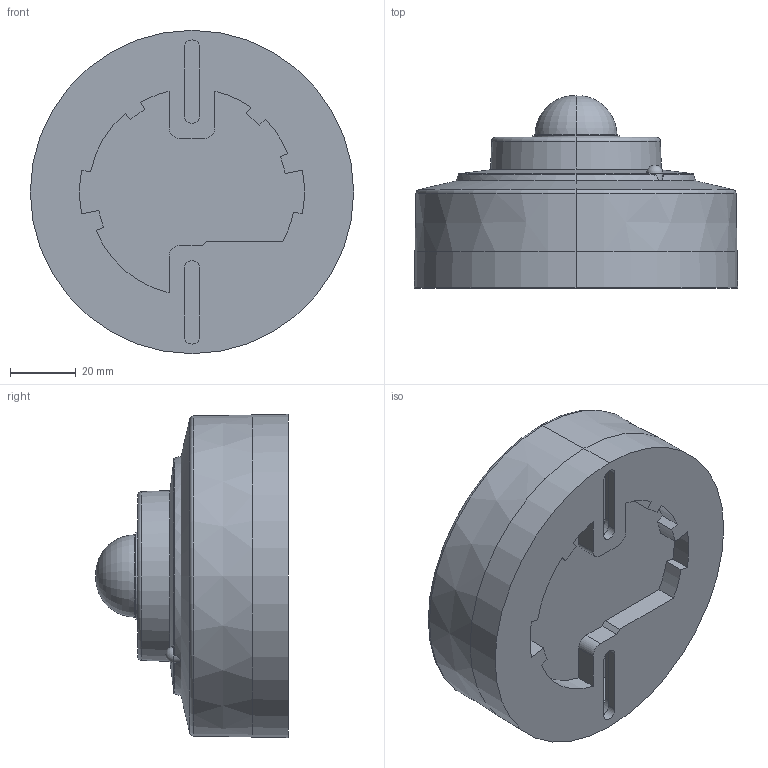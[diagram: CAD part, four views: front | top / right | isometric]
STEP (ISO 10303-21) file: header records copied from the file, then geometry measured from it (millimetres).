
FILE_DESCRIPTION (( 'STEP AP214' ), '1' );
FILE_NAME ('ENVIROMUX-SDS.STEP', '2017-12-13T20:51:09', ( 'test' ), ( '' ), 'SwSTEP 2.0', 'SolidWorks 2011', '' );
FILE_SCHEMA (( 'AUTOMOTIVE_DESIGN' ));
Length unit declared in the file: inch
Products named in the file (1): ENVIROMUX-SDS
Bounding box: 98.55 x 58.62 x 98.55 mm (x, y, z)
Volume: 84372.9 mm3; surface area: 64237.5 mm2
Topology: 5 solids, 5 shells, 131 faces, 340 edges, 217 vertices
Faces by surface type: cylinder 49, plane 42, cone 23, torus 15, sphere 2
Entity records: 4421 total; most frequent: CARTESIAN_POINT 953, DIRECTION 731, ORIENTED_EDGE 664, EDGE_CURVE 332, AXIS2_PLACEMENT_3D 291, VERTEX_POINT 213, CIRCLE 159, LINE 149
